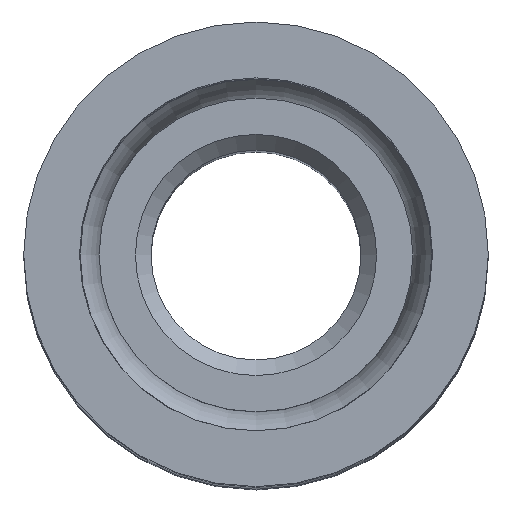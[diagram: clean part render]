
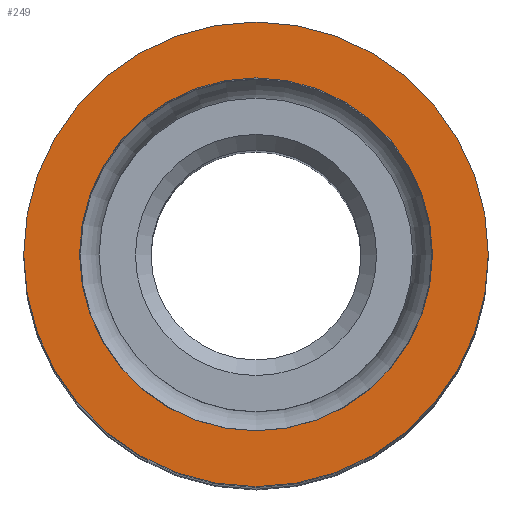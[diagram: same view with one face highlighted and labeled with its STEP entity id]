
A CAD part, top view. The second image highlights one B-rep face of the part: STEP entity #249.
In plain terms, the highlighted planar face has unit normal (0, 0, 1).
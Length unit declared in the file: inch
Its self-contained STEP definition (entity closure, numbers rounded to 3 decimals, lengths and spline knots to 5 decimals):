
#17=PLANE($,#292);
#44=FACE_BOUND($,#102,.T.);
#45=FACE_BOUND($,#103,.T.);
#102=EDGE_LOOP($,(#212));
#103=EDGE_LOOP($,(#213));
#123=CIRCLE($,#274,0.09);
#131=CIRCLE($,#289,0.1185);
#145=VERTEX_POINT($,#416);
#153=VERTEX_POINT($,#439);
#167=EDGE_CURVE($,#145,#145,#123,.T.);
#175=EDGE_CURVE($,#153,#153,#131,.T.);
#212=ORIENTED_EDGE($,*,*,#167,.T.);
#213=ORIENTED_EDGE($,*,*,#175,.F.);
#249=ADVANCED_FACE($,(#44,#45),#17,.T.);
#274=AXIS2_PLACEMENT_3D($,#417,#333,#334);
#289=AXIS2_PLACEMENT_3D($,#440,#363,#364);
#292=AXIS2_PLACEMENT_3D($,#443,#369,#370);
#333=DIRECTION('center_axis',(0.,0.,-1.));
#334=DIRECTION('ref_axis',(-1.,0.,0.));
#363=DIRECTION('center_axis',(0.,0.,-1.));
#364=DIRECTION('ref_axis',(-1.,0.,0.));
#369=DIRECTION('center_axis',(0.,0.,1.));
#370=DIRECTION('ref_axis',(1.,0.,0.));
#416=CARTESIAN_POINT('',(0.09,0.,0.48675));
#417=CARTESIAN_POINT('Origin',(0.,0.,0.48675));
#439=CARTESIAN_POINT('',(0.1185,0.,0.48675));
#440=CARTESIAN_POINT('Origin',(0.,0.,0.48675));
#443=CARTESIAN_POINT('Origin',(0.,0.,
0.48675));
